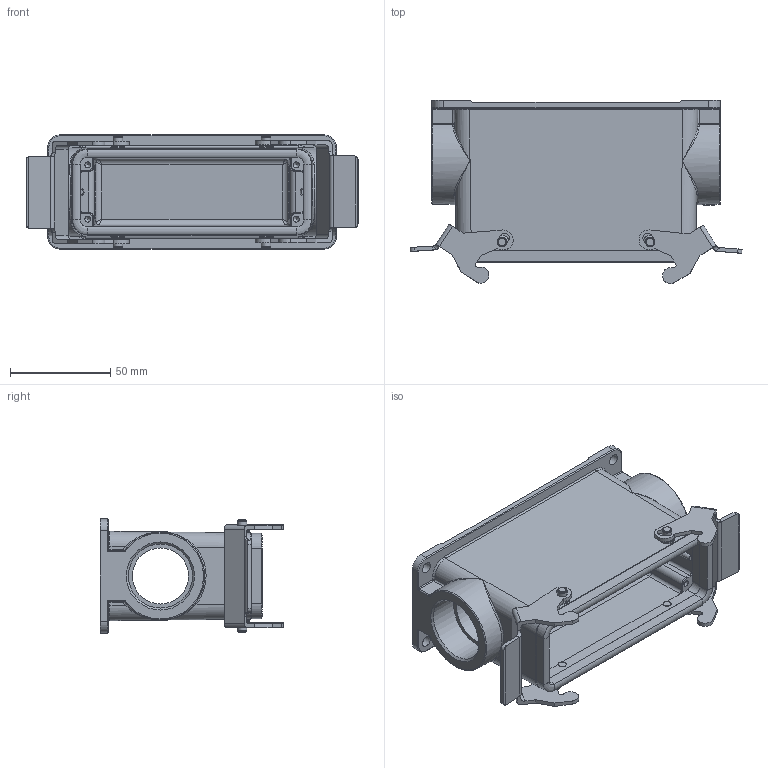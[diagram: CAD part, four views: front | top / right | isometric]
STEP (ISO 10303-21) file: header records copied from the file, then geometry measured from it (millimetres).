
FILE_DESCRIPTION((''),'2;1');
FILE_NAME('04300240272.stp','2020-07-07T15:51:56',('e.eickhoff'),(''),'Autodesk Inventor 2012','Autodesk Inventor 2012','');
FILE_SCHEMA(('AUTOMOTIVE_DESIGN { 1 0 10303 214 1 1 1 1 }'));
Length unit declared in the file: millimetre
Products named in the file (3): 04300240272; Metallbügel Quer
Assembly tree (3 placements, depth 2):
  04300240272
    04300240272
    Metallbügel Quer  x2
Bounding box: 165.74 x 91.49 x 57 mm (x, y, z)
Volume: 170755.2 mm3; surface area: 78254.8 mm2
Topology: 3 solids, 3 shells, 503 faces, 1301 edges, 817 vertices
Faces by surface type: plane 222, cylinder 181, bspline 48, torus 30, cone 18, sphere 4
Full cylindrical faces by diameter (mm): 0.66 x1, 0.78 x1, 3 x4, 4 x4, 4.8 x4, 5.6 x4, 7 x4, 28 x2, 32 x2
Entity records: 15934 total; most frequent: CARTESIAN_POINT 5129, DIRECTION 2297, ORIENTED_EDGE 2142, EDGE_CURVE 1071, AXIS2_PLACEMENT_3D 878, VERTEX_POINT 700, EDGE_LOOP 549, VECTOR 541
